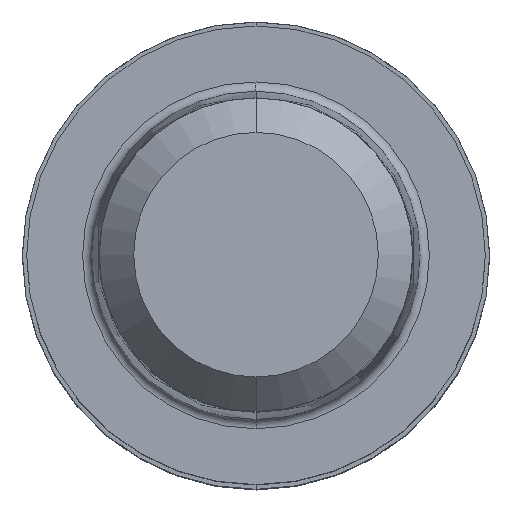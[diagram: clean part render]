
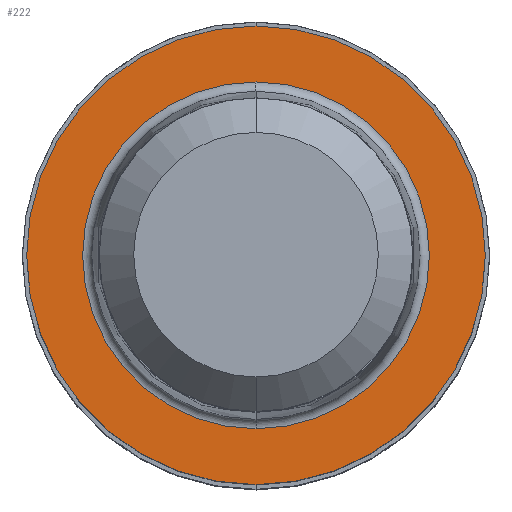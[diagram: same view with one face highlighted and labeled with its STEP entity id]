
A CAD part, top view. The second image highlights one B-rep face of the part: STEP entity #222.
In plain terms, the highlighted planar face has unit normal (0, 0, 1).
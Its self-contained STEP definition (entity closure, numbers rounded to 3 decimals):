
#222=ADVANCED_FACE('',(#517,#518),#519,.T.);
#232=VERTEX_POINT('',#530);
#246=EDGE_CURVE('',#344,#232,#544,.T.);
#306=EDGE_CURVE('',#390,#380,#613,.T.);
#344=VERTEX_POINT('',#659);
#374=EDGE_CURVE('',#380,#390,#693,.T.);
#380=VERTEX_POINT('',#699);
#390=VERTEX_POINT('',#711);
#400=EDGE_CURVE('',#232,#344,#721,.T.);
#517=FACE_OUTER_BOUND('',#851,.T.);
#518=FACE_BOUND('',#852,.T.);
#519=PLANE('',#853);
#530=CARTESIAN_POINT('',(0.0,5.935,0.01));
#544=CIRCLE('',#887,5.935);
#613=CIRCLE('',#978,7.85);
#659=CARTESIAN_POINT('',(0.,-5.935,0.01));
#693=CIRCLE('',#1081,7.85);
#699=CARTESIAN_POINT('',(0.0,7.85,0.01));
#711=CARTESIAN_POINT('',(0.,-7.85,0.01));
#721=CIRCLE('',#1117,5.935);
#851=EDGE_LOOP('',(#1242,#1243));
#852=EDGE_LOOP('',(#1244,#1245));
#853=AXIS2_PLACEMENT_3D('',#1246,#1247,#1248);
#887=AXIS2_PLACEMENT_3D('',#1271,#1272,#1273);
#978=AXIS2_PLACEMENT_3D('',#1377,#1378,#1379);
#1081=AXIS2_PLACEMENT_3D('',#1486,#1487,#1488);
#1117=AXIS2_PLACEMENT_3D('',#1508,#1509,#1510);
#1242=ORIENTED_EDGE('',*,*,#374,.F.);
#1243=ORIENTED_EDGE('',*,*,#306,.F.);
#1244=ORIENTED_EDGE('',*,*,#400,.T.);
#1245=ORIENTED_EDGE('',*,*,#246,.T.);
#1246=CARTESIAN_POINT('',(0.0,3.925,0.01));
#1247=DIRECTION('',(-0.0,0.0,1.0));
#1248=DIRECTION('',(0.0,-1.0,0.0));
#1271=CARTESIAN_POINT('',(0.0,0.0,0.01));
#1272=DIRECTION('',(0.0,0.0,-1.0));
#1273=DIRECTION('',(0.0,1.0,0.0));
#1377=CARTESIAN_POINT('',(0.0,0.0,0.01));
#1378=DIRECTION('',(0.0,0.0,-1.0));
#1379=DIRECTION('',(0.0,1.0,0.0));
#1486=CARTESIAN_POINT('',(0.0,0.0,0.01));
#1487=DIRECTION('',(0.0,0.0,-1.0));
#1488=DIRECTION('',(0.0,1.0,0.0));
#1508=CARTESIAN_POINT('',(0.0,0.0,0.01));
#1509=DIRECTION('',(0.0,0.0,-1.0));
#1510=DIRECTION('',(0.0,1.0,0.0));
